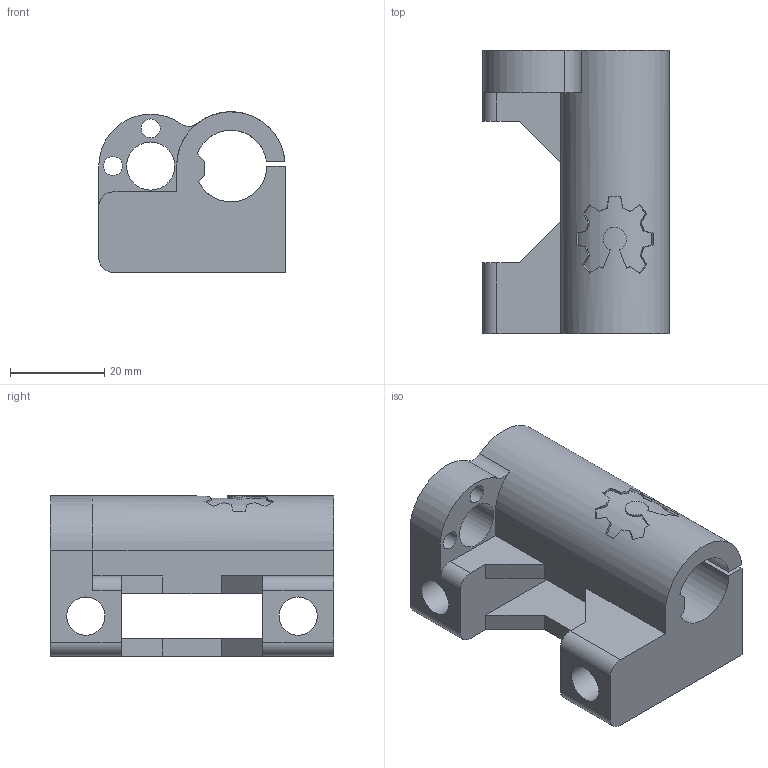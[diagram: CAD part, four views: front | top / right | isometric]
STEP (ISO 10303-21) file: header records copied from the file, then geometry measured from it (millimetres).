
FILE_DESCRIPTION(/* description */ (''),/* implementation_level */ '2;1');
FILE_NAME(/* name */ 'x_idler.step',/* time_stamp */ '2022-06-08T09:14:55+02:00',/* author */ (''),/* organization */ (''),/* preprocessor_version */ 'ST-DEVELOPER v18.1',/* originating_system */ 'Autodesk Translation Framework v10.14.0.1471',/* authorisation */ '');
FILE_SCHEMA (('AUTOMOTIVE_DESIGN { 1 0 10303 214 3 1 1 }'));
Length unit declared in the file: millimetre
Products named in the file (1): x_idler
Bounding box: 39.5 x 60 x 34 mm (x, y, z)
Volume: 31896.8 mm3; surface area: 16860 mm2
Topology: 1 solids, 1 shells, 76 faces, 217 edges, 145 vertices
Faces by surface type: plane 30, bspline 29, cylinder 17
Full cylindrical faces by diameter (mm): 3.5 x1, 4 x3, 8.1 x2, 10.2 x1
Entity records: 2992 total; most frequent: CARTESIAN_POINT 1119, ORIENTED_EDGE 434, DIRECTION 287, EDGE_CURVE 217, VERTEX_POINT 145, LINE 121, VECTOR 121, EDGE_LOOP 90
